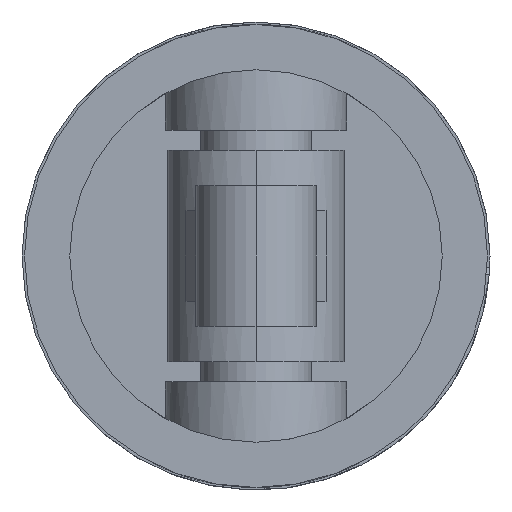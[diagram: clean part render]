
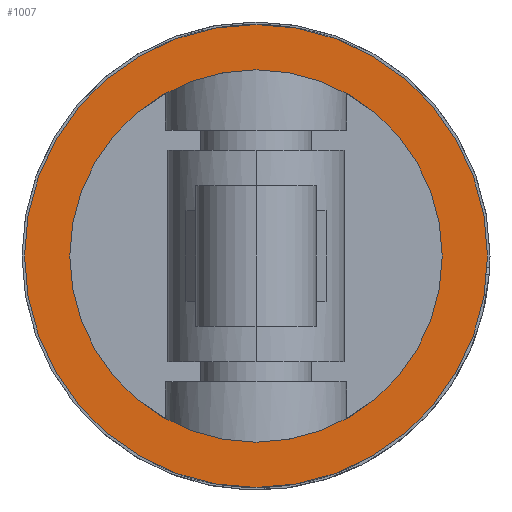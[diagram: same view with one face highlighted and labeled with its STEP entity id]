
A CAD part, left-side view. The second image highlights one B-rep face of the part: STEP entity #1007.
In plain terms, the highlighted face is planar.
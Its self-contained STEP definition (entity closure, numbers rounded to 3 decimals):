
#3 = VERTEX_POINT ( 'NONE', #396 ) ;
#59 = FACE_BOUND ( 'NONE', #253, .T. ) ;
#253 = EDGE_LOOP ( 'NONE', ( #2534, #322 ) ) ;
#299 = AXIS2_PLACEMENT_3D ( 'NONE', #3809, #3465, #1540 ) ;
#322 = ORIENTED_EDGE ( 'NONE', *, *, #3341, .T. ) ;
#391 = CARTESIAN_POINT ( 'NONE',  ( 0., 0., 0. ) ) ;
#396 = CARTESIAN_POINT ( 'NONE',  ( 0., 0., 46. ) ) ;
#433 = CARTESIAN_POINT ( 'NONE',  ( 0., 0., -46. ) ) ;
#654 = CARTESIAN_POINT ( 'NONE',  ( 0., 0., -37. ) ) ;
#840 = EDGE_CURVE ( 'NONE', #3, #2943, #1376, .T. ) ;
#1007 = ADVANCED_FACE ( 'NONE', ( #59, #2086 ), #2750, .T. ) ;
#1132 = CIRCLE ( 'NONE', #299, 46. ) ;
#1201 = VERTEX_POINT ( 'NONE', #2624 ) ;
#1335 = DIRECTION ( 'NONE',  ( 0., -1., 0. ) ) ;
#1360 = CARTESIAN_POINT ( 'NONE',  ( -37., 0., 0. ) ) ;
#1376 = CIRCLE ( 'NONE', #1650, 46. ) ;
#1383 = ORIENTED_EDGE ( 'NONE', *, *, #840, .F. ) ;
#1540 = DIRECTION ( 'NONE',  ( 0., 0., 1. ) ) ;
#1598 = EDGE_CURVE ( 'NONE', #2943, #3, #1132, .T. ) ;
#1650 = AXIS2_PLACEMENT_3D ( 'NONE', #1906, #3663, #1933 ) ;
#1832 = EDGE_LOOP ( 'NONE', ( #1383, #4333 ) ) ;
#1852 = CIRCLE ( 'NONE', #3274, 37. ) ;
#1906 = CARTESIAN_POINT ( 'NONE',  ( 0., 0., 0. ) ) ;
#1933 = DIRECTION ( 'NONE',  ( 0., 0., 1. ) ) ;
#2086 = FACE_OUTER_BOUND ( 'NONE', #1832, .T. ) ;
#2294 = AXIS2_PLACEMENT_3D ( 'NONE', #1360, #1335, #4118 ) ;
#2534 = ORIENTED_EDGE ( 'NONE', *, *, #3164, .T. ) ;
#2605 = DIRECTION ( 'NONE',  ( 0., 0., 1. ) ) ;
#2624 = CARTESIAN_POINT ( 'NONE',  ( 0., 0., 37. ) ) ;
#2750 = PLANE ( 'NONE',  #2294 ) ;
#2752 = DIRECTION ( 'NONE',  ( 0., 1., 0. ) ) ;
#2823 = CARTESIAN_POINT ( 'NONE',  ( 0., 0., 0. ) ) ;
#2850 = AXIS2_PLACEMENT_3D ( 'NONE', #391, #2752, #4120 ) ;
#2943 = VERTEX_POINT ( 'NONE', #433 ) ;
#3164 = EDGE_CURVE ( 'NONE', #1201, #3681, #1852, .T. ) ;
#3274 = AXIS2_PLACEMENT_3D ( 'NONE', #2823, #4183, #2605 ) ;
#3341 = EDGE_CURVE ( 'NONE', #3681, #1201, #3993, .T. ) ;
#3465 = DIRECTION ( 'NONE',  ( 0., 1., 0. ) ) ;
#3663 = DIRECTION ( 'NONE',  ( 0., 1., 0. ) ) ;
#3681 = VERTEX_POINT ( 'NONE', #654 ) ;
#3809 = CARTESIAN_POINT ( 'NONE',  ( 0., 0., 0. ) ) ;
#3993 = CIRCLE ( 'NONE', #2850, 37. ) ;
#4118 = DIRECTION ( 'NONE',  ( 0., 0., -1. ) ) ;
#4120 = DIRECTION ( 'NONE',  ( 0., 0., 1. ) ) ;
#4183 = DIRECTION ( 'NONE',  ( 0., 1., 0. ) ) ;
#4333 = ORIENTED_EDGE ( 'NONE', *, *, #1598, .F. ) ;
